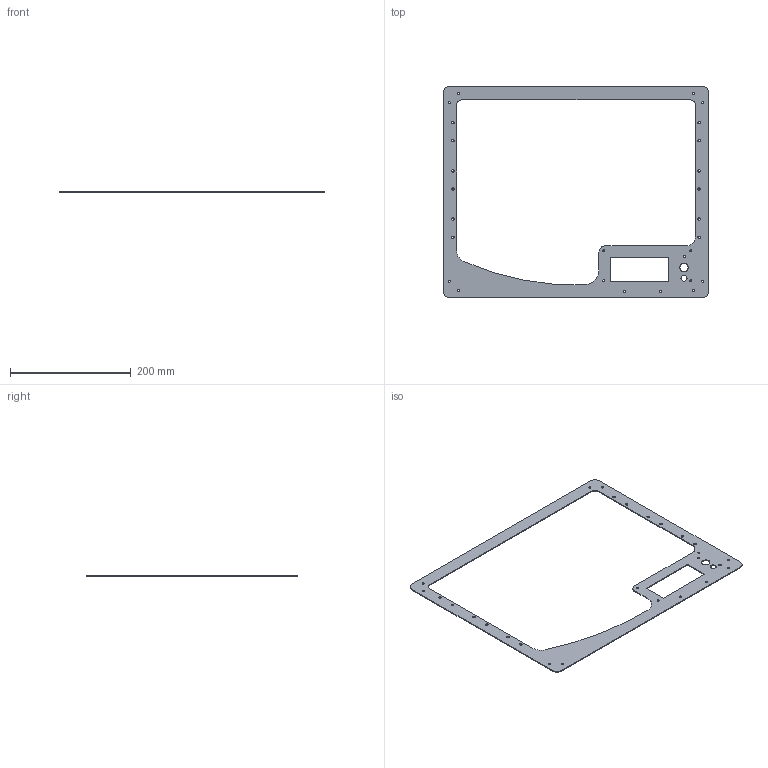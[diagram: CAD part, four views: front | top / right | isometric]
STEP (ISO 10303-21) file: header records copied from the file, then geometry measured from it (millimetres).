
FILE_DESCRIPTION (( 'STEP AP203' ), '1' );
FILE_NAME ('front.STEP', '2016-04-11T06:42:15', ( 'Joel Frax' ), ( 'Microsoft' ), 'SwSTEP 2.0', 'SolidWorks 2015', '' );
FILE_SCHEMA (( 'CONFIG_CONTROL_DESIGN' ));
Length unit declared in the file: millimetre
Products named in the file (1): front
Bounding box: 440 x 350 x 1.5 mm (x, y, z)
Volume: 61897.2 mm3; surface area: 87877.1 mm2
Topology: 1 solids, 1 shells, 84 faces, 246 edges, 164 vertices
Faces by surface type: cylinder 69, plane 15
Entity records: 3069 total; most frequent: DIRECTION 554, CARTESIAN_POINT 495, ORIENTED_EDGE 492, EDGE_CURVE 246, AXIS2_PLACEMENT_3D 223, VERTEX_POINT 164, EDGE_LOOP 146, CIRCLE 138
